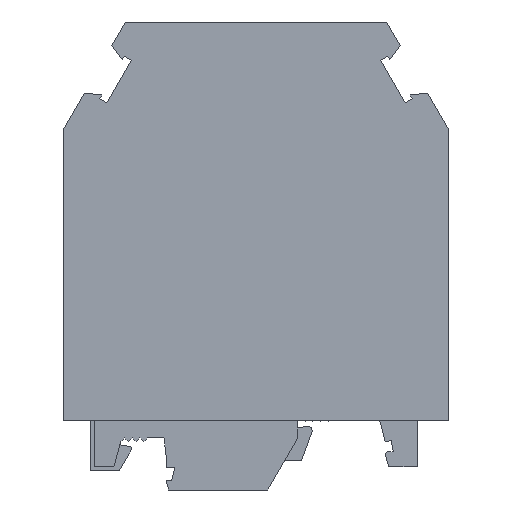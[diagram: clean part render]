
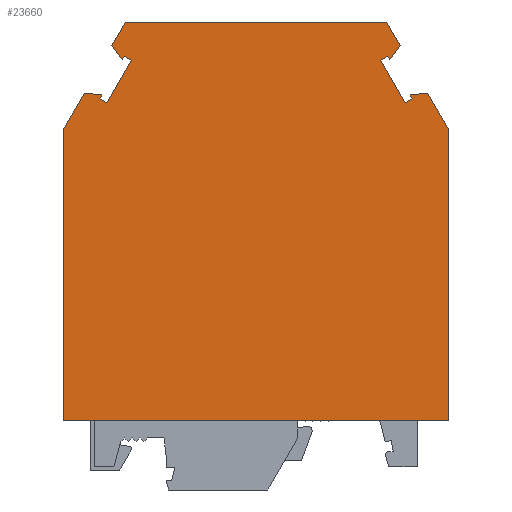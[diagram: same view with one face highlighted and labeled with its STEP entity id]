
A CAD part, left-side view. The second image highlights one B-rep face of the part: STEP entity #23660.
In plain terms, the highlighted face is planar.
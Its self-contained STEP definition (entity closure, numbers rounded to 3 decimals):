
#19010=CARTESIAN_POINT('',(-25.,-9.5,11.8));
#19020=VERTEX_POINT('',#19010);
#19050=CARTESIAN_POINT('',(27.809,-9.5,11.8));
#19060=DIRECTION('',(1.,0.,0.));
#19070=VECTOR('',#19060,1.);
#19080=LINE('',#19050,#19070);
#19090=CARTESIAN_POINT('',(25.,-9.5,11.8));
#19100=VERTEX_POINT('',#19090);
#19110=EDGE_CURVE('',#19020,#19100,#19080,.T.);
#21360=CARTESIAN_POINT('',(25.,-27.932,11.8));
#21370=DIRECTION('',(0.,1.,0.));
#21380=VECTOR('',#21370,1.);
#21390=LINE('',#21360,#21380);
#21400=CARTESIAN_POINT('',(25.,28.444,11.8));
#21410=VERTEX_POINT('',#21400);
#21420=EDGE_CURVE('',#19100,#21410,#21390,.T.);
#21820=CARTESIAN_POINT('',(57.549,-27.932,11.8));
#21830=DIRECTION('',(-0.5,0.866,0.));
#21840=VECTOR('',#21830,1.);
#21850=LINE('',#21820,#21840);
#21860=CARTESIAN_POINT('',(22.339,33.053,11.8));
#21870=VERTEX_POINT('',#21860);
#21880=EDGE_CURVE('',#21410,#21870,#21850,.T.);
#22060=CARTESIAN_POINT('',(27.809,-27.932,11.8));
#22070=DIRECTION('',(0.,0.,1.));
#22080=DIRECTION('',(1.,0.,0.));
#22090=AXIS2_PLACEMENT_3D('',#22060,#22070,#22080);
#22100=PLANE('',#22090);
#22110=ORIENTED_EDGE('',*,*,#19110,.T.);
#22120=CARTESIAN_POINT('',(-25.,-27.932,11.8));
#22130=DIRECTION('',(0.,-1.,0.));
#22140=VECTOR('',#22130,1.);
#22150=LINE('',#22120,#22140);
#22160=CARTESIAN_POINT('',(-25.,28.444,11.8));
#22170=VERTEX_POINT('',#22160);
#22180=EDGE_CURVE('',#22170,#19020,#22150,.T.);
#22190=ORIENTED_EDGE('',*,*,#22180,.T.);
#22200=CARTESIAN_POINT('',(-57.549,-27.932,11.8));
#22210=DIRECTION('',(-0.5,-0.866,0.));
#22220=VECTOR('',#22210,1.);
#22230=LINE('',#22200,#22220);
#22240=CARTESIAN_POINT('',(-22.339,33.053,11.8));
#22250=VERTEX_POINT('',#22240);
#22260=EDGE_CURVE('',#22250,#22170,#22230,.T.);
#22270=ORIENTED_EDGE('',*,*,#22260,.T.);
#22280=CARTESIAN_POINT('',(27.809,27.537,11.8));
#22290=DIRECTION('',(-0.994,0.109,0.));
#22300=VECTOR('',#22290,1.);
#22310=LINE('',#22280,#22300);
#22320=CARTESIAN_POINT('',(-20.053,32.802,11.8));
#22330=VERTEX_POINT('',#22320);
#22340=EDGE_CURVE('',#22330,#22250,#22310,.T.);
#22350=ORIENTED_EDGE('',*,*,#22340,.T.);
#22360=CARTESIAN_POINT('',(-55.118,-27.932,11.8));
#22370=DIRECTION('',(0.5,0.866,0.));
#22380=VECTOR('',#22370,1.);
#22390=LINE('',#22360,#22380);
#22400=CARTESIAN_POINT('',(-20.317,32.345,11.8));
#22410=VERTEX_POINT('',#22400);
#22420=EDGE_CURVE('',#22410,#22330,#22390,.T.);
#22430=ORIENTED_EDGE('',*,*,#22420,.T.);
#22440=CARTESIAN_POINT('',(27.809,4.559,11.8));
#22450=DIRECTION('',(-0.866,0.5,0.));
#22460=VECTOR('',#22450,1.);
#22470=LINE('',#22440,#22460);
#22480=CARTESIAN_POINT('',(-19.39,31.81,11.8));
#22490=VERTEX_POINT('',#22480);
#22500=EDGE_CURVE('',#22490,#22410,#22470,.T.);
#22510=ORIENTED_EDGE('',*,*,#22500,.T.);
#22520=CARTESIAN_POINT('',(-53.882,-27.932,11.8));
#22530=DIRECTION('',(-0.5,-0.866,0.));
#22540=VECTOR('',#22530,1.);
#22550=LINE('',#22520,#22540);
#22560=CARTESIAN_POINT('',(-16.228,37.287,11.8));
#22570=VERTEX_POINT('',#22560);
#22580=EDGE_CURVE('',#22570,#22490,#22550,.T.);
#22590=ORIENTED_EDGE('',*,*,#22580,.T.);
#22600=CARTESIAN_POINT('',(27.809,11.862,11.8));
#22610=DIRECTION('',(0.866,-0.5,0.));
#22620=VECTOR('',#22610,1.);
#22630=LINE('',#22600,#22620);
#22640=CARTESIAN_POINT('',(-17.155,37.822,11.8));
#22650=VERTEX_POINT('',#22640);
#22660=EDGE_CURVE('',#22650,#22570,#22630,.T.);
#22670=ORIENTED_EDGE('',*,*,#22660,.T.);
#22680=CARTESIAN_POINT('',(-55.118,-27.932,11.8));
#22690=DIRECTION('',(0.5,0.866,0.));
#22700=VECTOR('',#22690,1.);
#22710=LINE('',#22680,#22700);
#22720=CARTESIAN_POINT('',(-17.419,37.365,11.8));
#22730=VERTEX_POINT('',#22720);
#22740=EDGE_CURVE('',#22730,#22650,#22710,.T.);
#22750=ORIENTED_EDGE('',*,*,#22740,.T.);
#22760=CARTESIAN_POINT('',(30.506,-27.932,11.8));
#22770=DIRECTION('',(0.592,-0.806,0.));
#22780=VECTOR('',#22770,1.);
#22790=LINE('',#22760,#22780);
#22800=CARTESIAN_POINT('',(-18.779,39.219,11.8));
#22810=VERTEX_POINT('',#22800);
#22820=EDGE_CURVE('',#22810,#22730,#22790,.T.);
#22830=ORIENTED_EDGE('',*,*,#22820,.T.);
#22840=CARTESIAN_POINT('',(-57.549,-27.932,11.8));
#22850=DIRECTION('',(-0.5,-0.866,0.));
#22860=VECTOR('',#22850,1.);
#22870=LINE('',#22840,#22860);
#22880=CARTESIAN_POINT('',(-17.,42.3,11.8));
#22890=VERTEX_POINT('',#22880);
#22900=EDGE_CURVE('',#22890,#22810,#22870,.T.);
#22910=ORIENTED_EDGE('',*,*,#22900,.T.);
#22920=CARTESIAN_POINT('',(27.809,42.3,11.8));
#22930=DIRECTION('',(-1.,0.,0.));
#22940=VECTOR('',#22930,1.);
#22950=LINE('',#22920,#22940);
#22960=CARTESIAN_POINT('',(17.,42.3,11.8));
#22970=VERTEX_POINT('',#22960);
#22980=EDGE_CURVE('',#22970,#22890,#22950,.T.);
#22990=ORIENTED_EDGE('',*,*,#22980,.T.);
#23000=CARTESIAN_POINT('',(57.549,-27.932,11.8));
#23010=DIRECTION('',(-0.5,0.866,0.));
#23020=VECTOR('',#23010,1.);
#23030=LINE('',#23000,#23020);
#23040=CARTESIAN_POINT('',(18.779,39.219,11.8));
#23050=VERTEX_POINT('',#23040);
#23060=EDGE_CURVE('',#23050,#22970,#23030,.T.);
#23070=ORIENTED_EDGE('',*,*,#23060,.T.);
#23080=CARTESIAN_POINT('',(-30.506,-27.932,11.8));
#23090=DIRECTION('',(0.592,0.806,0.));
#23100=VECTOR('',#23090,1.);
#23110=LINE('',#23080,#23100);
#23120=CARTESIAN_POINT('',(17.419,37.365,11.8));
#23130=VERTEX_POINT('',#23120);
#23140=EDGE_CURVE('',#23130,#23050,#23110,.T.);
#23150=ORIENTED_EDGE('',*,*,#23140,.T.);
#23160=CARTESIAN_POINT('',(55.118,-27.932,11.8));
#23170=DIRECTION('',(0.5,-0.866,0.));
#23180=VECTOR('',#23170,1.);
#23190=LINE('',#23160,#23180);
#23200=CARTESIAN_POINT('',(17.155,37.822,11.8));
#23210=VERTEX_POINT('',#23200);
#23220=EDGE_CURVE('',#23210,#23130,#23190,.T.);
#23230=ORIENTED_EDGE('',*,*,#23220,.T.);
#23240=CARTESIAN_POINT('',(27.809,43.974,11.8));
#23250=DIRECTION('',(0.866,0.5,0.));
#23260=VECTOR('',#23250,1.);
#23270=LINE('',#23240,#23260);
#23280=CARTESIAN_POINT('',(16.228,37.287,11.8));
#23290=VERTEX_POINT('',#23280);
#23300=EDGE_CURVE('',#23290,#23210,#23270,.T.);
#23310=ORIENTED_EDGE('',*,*,#23300,.T.);
#23320=CARTESIAN_POINT('',(53.882,-27.932,11.8));
#23330=DIRECTION('',(-0.5,0.866,0.));
#23340=VECTOR('',#23330,1.);
#23350=LINE('',#23320,#23340);
#23360=CARTESIAN_POINT('',(19.39,31.81,11.8));
#23370=VERTEX_POINT('',#23360);
#23380=EDGE_CURVE('',#23370,#23290,#23350,.T.);
#23390=ORIENTED_EDGE('',*,*,#23380,.T.);
#23400=CARTESIAN_POINT('',(27.809,36.67,11.8));
#23410=DIRECTION('',(-0.866,-0.5,0.));
#23420=VECTOR('',#23410,1.);
#23430=LINE('',#23400,#23420);
#23440=CARTESIAN_POINT('',(20.317,32.345,11.8));
#23450=VERTEX_POINT('',#23440);
#23460=EDGE_CURVE('',#23450,#23370,#23430,.T.);
#23470=ORIENTED_EDGE('',*,*,#23460,.T.);
#23480=CARTESIAN_POINT('',(55.118,-27.932,11.8));
#23490=DIRECTION('',(0.5,-0.866,0.));
#23500=VECTOR('',#23490,1.);
#23510=LINE('',#23480,#23500);
#23520=CARTESIAN_POINT('',(20.053,32.802,11.8));
#23530=VERTEX_POINT('',#23520);
#23540=EDGE_CURVE('',#23530,#23450,#23510,.T.);
#23550=ORIENTED_EDGE('',*,*,#23540,.T.);
#23560=CARTESIAN_POINT('',(27.809,33.655,11.8));
#23570=DIRECTION('',(-0.994,-0.109,0.));
#23580=VECTOR('',#23570,1.);
#23590=LINE('',#23560,#23580);
#23600=EDGE_CURVE('',#21870,#23530,#23590,.T.);
#23610=ORIENTED_EDGE('',*,*,#23600,.T.);
#23620=ORIENTED_EDGE('',*,*,#21880,.T.);
#23630=ORIENTED_EDGE('',*,*,#21420,.T.);
#23640=EDGE_LOOP('',(#23630,#23620,#23610,#23550,#23470,#23390,#23310,
#23230,#23150,#23070,#22990,#22910,#22830,#22750,#22670,#22590,#22510,
#22430,#22350,#22270,#22190,#22110));
#23650=FACE_OUTER_BOUND('',#23640,.T.);
#23660=ADVANCED_FACE('',(#23650),#22100,.T.);
